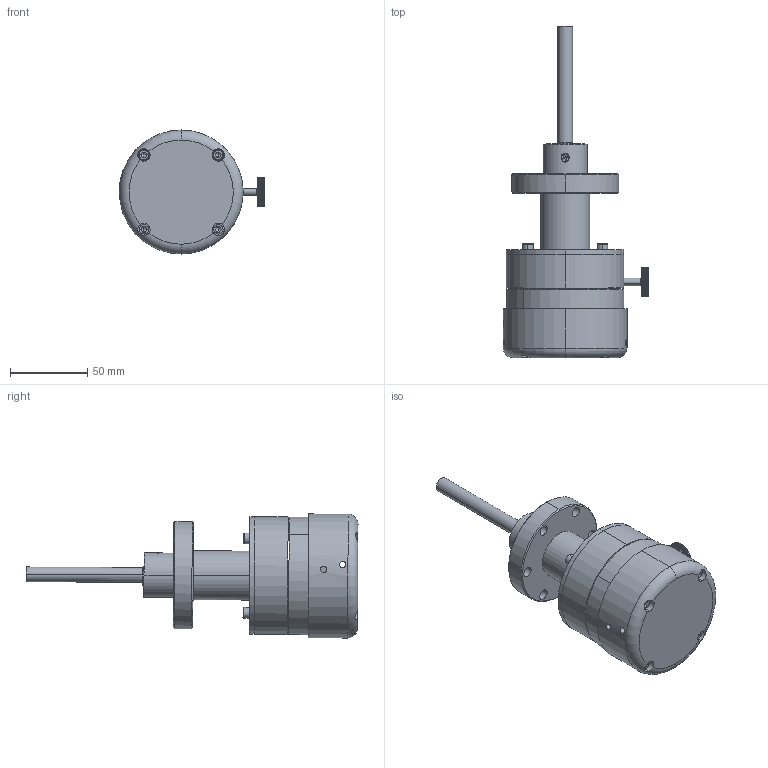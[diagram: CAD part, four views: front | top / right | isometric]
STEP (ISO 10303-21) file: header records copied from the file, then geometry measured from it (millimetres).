
FILE_DESCRIPTION (( 'STEP AP214' ), '1' );
FILE_NAME ('097130, FEEDTHRU ASSY, FPRM-275-38.STEP', '2020-05-07T15:28:52', ( '' ), ( '' ), 'SwSTEP 2.0', 'SolidWorks 2010', '' );
FILE_SCHEMA (( 'AUTOMOTIVE_DESIGN' ));
Length unit declared in the file: inch
Products named in the file (1): 097130, FEEDTHRU ASSY, FPRM-275-38
Bounding box: 93.99 x 214.48 x 80.15 mm (x, y, z)
Surface area: 61580.5 mm2 (no closed solid volume)
Topology: 0 solids, 27 shells, 499 faces, 1557 edges, 1044 vertices
Faces by surface type: plane 277, cylinder 176, cone 40, torus 6
Entity records: 24615 total; most frequent: CARTESIAN_POINT 4813, ORIENTED_EDGE 2777, DIRECTION 2612, EDGE_CURVE 1541, VERTEX_POINT 1044, AXIS2_PLACEMENT_3D 995, LINE 622, VECTOR 622
